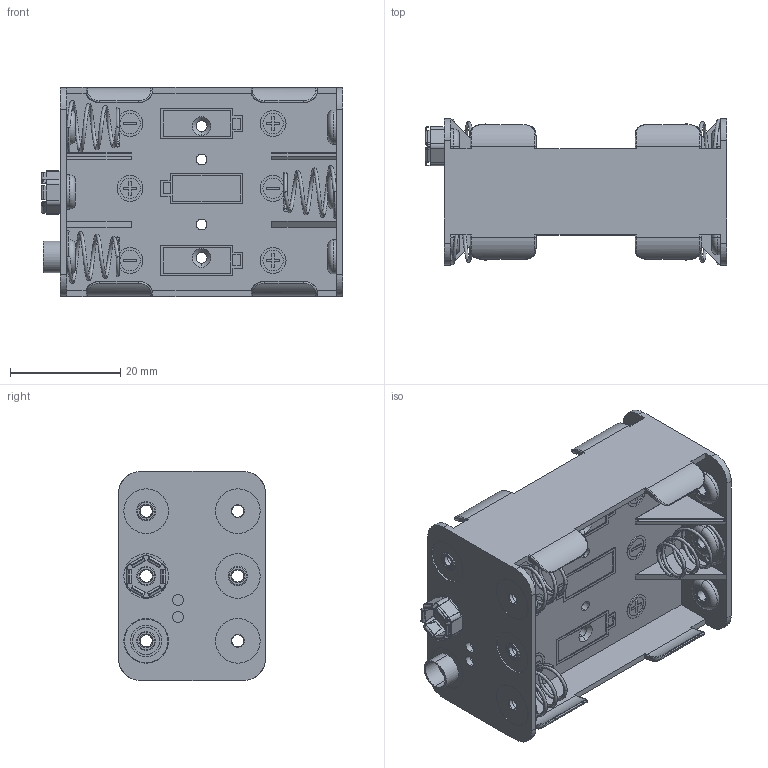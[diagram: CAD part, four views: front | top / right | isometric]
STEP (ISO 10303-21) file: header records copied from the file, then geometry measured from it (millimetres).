
FILE_DESCRIPTION (( 'STEP AP214' ), '1' );
FILE_NAME ('BH26AAASF.STEP', '2019-11-19T06:26:25', ( '' ), ( '' ), 'SwSTEP 2.0', 'SolidWorks 2017', '' );
FILE_SCHEMA (( 'AUTOMOTIVE_DESIGN' ));
Length unit declared in the file: millimetre
Products named in the file (1): BH26AAASF
Bounding box: 54.77 x 26.67 x 38 mm (x, y, z)
Volume: 10777.5 mm3; surface area: 15855.6 mm2
Topology: 13 solids, 13 shells, 1100 faces, 2646 edges, 1676 vertices
Faces by surface type: plane 504, cylinder 372, torus 160, bspline 56, cone 8
Entity records: 43266 total; most frequent: CARTESIAN_POINT 17145, DIRECTION 5592, ORIENTED_EDGE 5268, EDGE_CURVE 2634, AXIS2_PLACEMENT_3D 2097, VERTEX_POINT 1670, VECTOR 1398, LINE 1398
